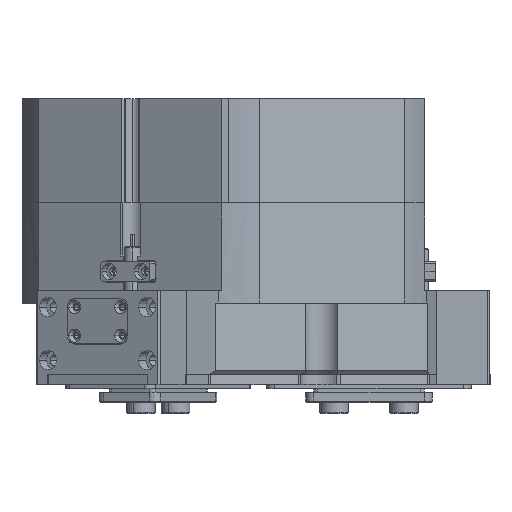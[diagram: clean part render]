
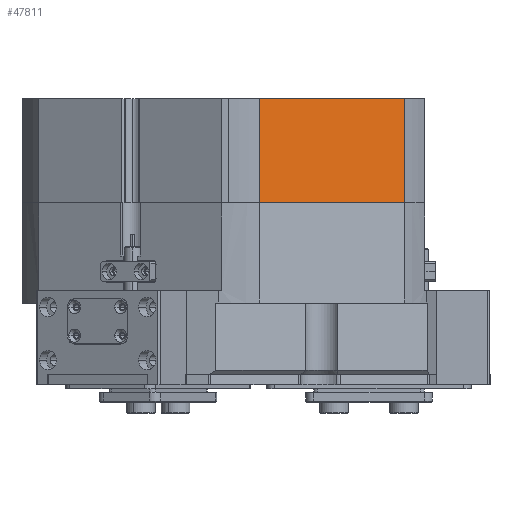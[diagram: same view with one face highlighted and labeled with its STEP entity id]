
A CAD part, front view. The second image highlights one B-rep face of the part: STEP entity #47811.
In plain terms, the highlighted face is planar.
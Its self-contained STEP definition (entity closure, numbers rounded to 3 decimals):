
#1191 = EDGE_CURVE ( 'NONE', #22398, #2810, #31221, .T. ) ;
#2589 = CARTESIAN_POINT ( 'NONE',  ( -115.08, -2.675, 50.001 ) ) ;
#2810 = VERTEX_POINT ( 'NONE', #47806 ) ;
#3848 = ORIENTED_EDGE ( 'NONE', *, *, #19217, .F. ) ;
#5685 = LINE ( 'NONE', #32816, #49408 ) ;
#6535 = DIRECTION ( 'NONE',  ( 0.866, 0.5, 0. ) ) ;
#7032 = DIRECTION ( 'NONE',  ( -0.5, 0.866, 0. ) ) ;
#9598 = EDGE_CURVE ( 'NONE', #22398, #50662, #49169, .T. ) ;
#11882 = FACE_OUTER_BOUND ( 'NONE', #41889, .T. ) ;
#13562 = DIRECTION ( 'NONE',  ( 0., 0., -1. ) ) ;
#14641 = CARTESIAN_POINT ( 'NONE',  ( -107.962, -15.004, 50. ) ) ;
#15537 = CARTESIAN_POINT ( 'NONE',  ( -66.975, -85.996, -1. ) ) ;
#16609 = DIRECTION ( 'NONE',  ( 0.5, -0.866, 0. ) ) ;
#16795 = VERTEX_POINT ( 'NONE', #15537 ) ;
#19217 = EDGE_CURVE ( 'NONE', #16795, #50662, #29365, .T. ) ;
#21519 = ORIENTED_EDGE ( 'NONE', *, *, #9598, .T. ) ;
#22398 = VERTEX_POINT ( 'NONE', #14641 ) ;
#24239 = AXIS2_PLACEMENT_3D ( 'NONE', #2589, #6535, #39627 ) ;
#27215 = PLANE ( 'NONE',  #24239 ) ;
#29125 = ORIENTED_EDGE ( 'NONE', *, *, #34497, .T. ) ;
#29365 = LINE ( 'NONE', #31634, #33217 ) ;
#31221 = LINE ( 'NONE', #41438, #40895 ) ;
#31634 = CARTESIAN_POINT ( 'NONE',  ( -66.975, -85.996, -1. ) ) ;
#32816 = CARTESIAN_POINT ( 'NONE',  ( -66.975, -85.996, 50. ) ) ;
#33217 = VECTOR ( 'NONE', #7032, 1000. ) ;
#34497 = EDGE_CURVE ( 'NONE', #16795, #2810, #5685, .T. ) ;
#36976 = DIRECTION ( 'NONE',  ( 0., 0., 1. ) ) ;
#39627 = DIRECTION ( 'NONE',  ( -0.5, 0.866, 0. ) ) ;
#40895 = VECTOR ( 'NONE', #16609, 1000. ) ;
#41438 = CARTESIAN_POINT ( 'NONE',  ( -115.08, -2.675, 50. ) ) ;
#41583 = ORIENTED_EDGE ( 'NONE', *, *, #1191, .F. ) ;
#41889 = EDGE_LOOP ( 'NONE', ( #29125, #41583, #21519, #3848 ) ) ;
#42729 = VECTOR ( 'NONE', #13562, 1000. ) ;
#43210 = CARTESIAN_POINT ( 'NONE',  ( -107.962, -15.004, -1. ) ) ;
#47053 = CARTESIAN_POINT ( 'NONE',  ( -107.962, -15.004, 50. ) ) ;
#47806 = CARTESIAN_POINT ( 'NONE',  ( -66.975, -85.996, 50. ) ) ;
#47811 = ADVANCED_FACE ( 'NONE', ( #11882 ), #27215, .F. ) ;
#49169 = LINE ( 'NONE', #47053, #42729 ) ;
#49408 = VECTOR ( 'NONE', #36976, 1000. ) ;
#50662 = VERTEX_POINT ( 'NONE', #43210 ) ;
